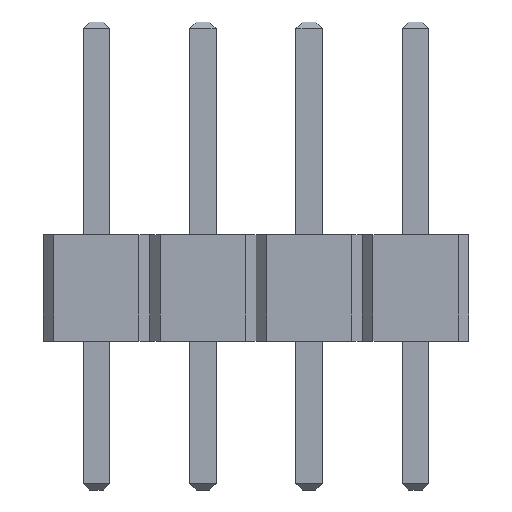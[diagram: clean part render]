
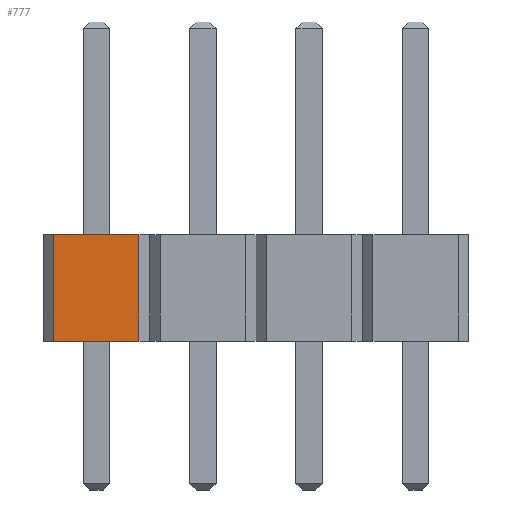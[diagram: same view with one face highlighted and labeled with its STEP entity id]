
A CAD part, left-side view. The second image highlights one B-rep face of the part: STEP entity #777.
In plain terms, the highlighted planar face has unit normal (-1, 0, 0).
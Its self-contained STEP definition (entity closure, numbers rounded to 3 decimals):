
#61 = EDGE_CURVE('',#62,#64,#66,.T.);
#62 = VERTEX_POINT('',#63);
#63 = CARTESIAN_POINT('',(-1.,0.8,0.));
#64 = VERTEX_POINT('',#65);
#65 = CARTESIAN_POINT('',(-1.,-0.8,0.));
#66 = LINE('',#67,#68);
#67 = CARTESIAN_POINT('',(-1.,1.,0.));
#68 = VECTOR('',#69,1.);
#69 = DIRECTION('',(0.,-1.,0.));
#452 = EDGE_CURVE('',#453,#455,#457,.T.);
#453 = VERTEX_POINT('',#454);
#454 = CARTESIAN_POINT('',(-1.,0.8,2.));
#455 = VERTEX_POINT('',#456);
#456 = CARTESIAN_POINT('',(-1.,-0.8,2.));
#457 = LINE('',#458,#459);
#458 = CARTESIAN_POINT('',(-1.,1.,2.));
#459 = VECTOR('',#460,1.);
#460 = DIRECTION('',(0.,-1.,0.));
#777 = ADVANCED_FACE('',(#778),#794,.F.);
#778 = FACE_BOUND('',#779,.F.);
#779 = EDGE_LOOP('',(#780,#781,#787,#788));
#780 = ORIENTED_EDGE('',*,*,#61,.F.);
#781 = ORIENTED_EDGE('',*,*,#782,.T.);
#782 = EDGE_CURVE('',#62,#453,#783,.T.);
#783 = LINE('',#784,#785);
#784 = CARTESIAN_POINT('',(-1.,0.8,0.));
#785 = VECTOR('',#786,1.);
#786 = DIRECTION('',(0.,0.,1.));
#787 = ORIENTED_EDGE('',*,*,#452,.T.);
#788 = ORIENTED_EDGE('',*,*,#789,.F.);
#789 = EDGE_CURVE('',#64,#455,#790,.T.);
#790 = LINE('',#791,#792);
#791 = CARTESIAN_POINT('',(-1.,-0.8,0.));
#792 = VECTOR('',#793,1.);
#793 = DIRECTION('',(0.,0.,1.));
#794 = PLANE('',#795);
#795 = AXIS2_PLACEMENT_3D('',#796,#797,#798);
#796 = CARTESIAN_POINT('',(-1.,1.,0.));
#797 = DIRECTION('',(1.,0.,0.));
#798 = DIRECTION('',(0.,-1.,0.));
